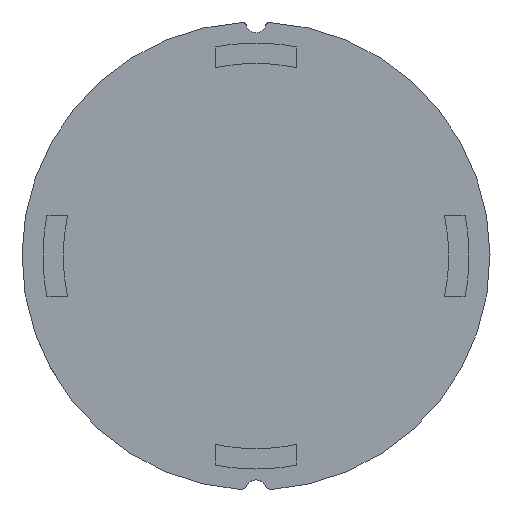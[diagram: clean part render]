
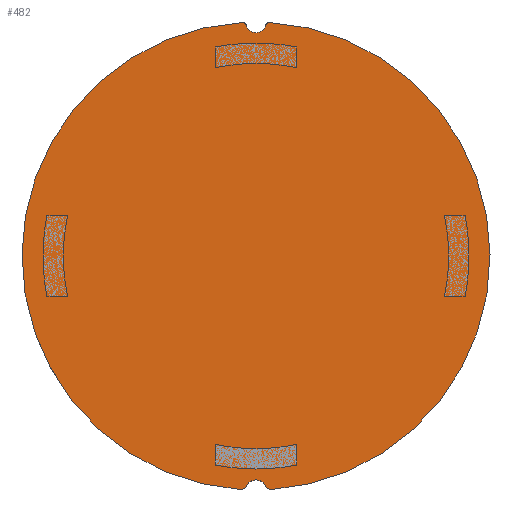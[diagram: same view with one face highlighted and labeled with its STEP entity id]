
A CAD part, front view. The second image highlights one B-rep face of the part: STEP entity #482.
In plain terms, the highlighted planar face has unit normal (0, -1, 0).
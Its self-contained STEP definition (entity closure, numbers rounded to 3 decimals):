
#41 = VERTEX_POINT ( 'NONE', #146 ) ;
#59 = CARTESIAN_POINT ( 'NONE',  ( -1.936, 0., 33.943 ) ) ;
#66 = EDGE_CURVE ( 'NONE', #554, #1491, #343, .T. ) ;
#67 = AXIS2_PLACEMENT_3D ( 'NONE', #1025, #1150, #1742 ) ;
#96 = AXIS2_PLACEMENT_3D ( 'NONE', #1738, #1753, #564 ) ;
#116 = ORIENTED_EDGE ( 'NONE', *, *, #1498, .T. ) ;
#118 = ORIENTED_EDGE ( 'NONE', *, *, #1052, .F. ) ;
#146 = CARTESIAN_POINT ( 'NONE',  ( 0., 0., 32.946 ) ) ;
#175 = DIRECTION ( 'NONE',  ( 0., 0., 1. ) ) ;
#210 = CARTESIAN_POINT ( 'NONE',  ( -2.257, 0., -33.426 ) ) ;
#224 = CIRCLE ( 'NONE', #386, 1.5 ) ;
#317 = CIRCLE ( 'NONE', #1691, 1.5 ) ;
#319 = CIRCLE ( 'NONE', #1277, 1. ) ;
#343 = CIRCLE ( 'NONE', #1620, 1. ) ;
#345 = VERTEX_POINT ( 'NONE', #414 ) ;
#349 = ORIENTED_EDGE ( 'NONE', *, *, #1669, .T. ) ;
#357 = VERTEX_POINT ( 'NONE', #1076 ) ;
#372 = CARTESIAN_POINT ( 'NONE',  ( 1.452, 0., 34.069 ) ) ;
#382 = AXIS2_PLACEMENT_3D ( 'NONE', #1385, #1693, #175 ) ;
#386 = AXIS2_PLACEMENT_3D ( 'NONE', #1100, #643, #1255 ) ;
#406 = DIRECTION ( 'NONE',  ( 0., -1., 0. ) ) ;
#407 = EDGE_LOOP ( 'NONE', ( #1007, #1584, #641, #946, #349, #785, #116, #806, #118, #1813, #490 ) ) ;
#414 = CARTESIAN_POINT ( 'NONE',  ( -2.324, 0., -34.424 ) ) ;
#446 = VERTEX_POINT ( 'NONE', #1347 ) ;
#466 = DIRECTION ( 'NONE',  ( 0., 0., 1. ) ) ;
#470 = PLANE ( 'NONE',  #1782 ) ;
#482 = ADVANCED_FACE ( 'NONE', ( #1966 ), #470, .F. ) ;
#490 = ORIENTED_EDGE ( 'NONE', *, *, #1660, .T. ) ;
#553 = EDGE_CURVE ( 'NONE', #880, #1438, #1657, .T. ) ;
#554 = VERTEX_POINT ( 'NONE', #1539 ) ;
#558 = CARTESIAN_POINT ( 'NONE',  ( 1.964, 0., 34.442 ) ) ;
#564 = DIRECTION ( 'NONE',  ( 0., 0., 1. ) ) ;
#597 = DIRECTION ( 'NONE',  ( 0., 1., 0. ) ) ;
#612 = CARTESIAN_POINT ( 'NONE',  ( -2.257, 0., -33.426 ) ) ;
#629 = DIRECTION ( 'NONE',  ( 0., 1., 0. ) ) ;
#641 = ORIENTED_EDGE ( 'NONE', *, *, #1387, .F. ) ;
#643 = DIRECTION ( 'NONE',  ( 0., 1., 0. ) ) ;
#650 = CARTESIAN_POINT ( 'NONE',  ( 0., 0., 34.446 ) ) ;
#671 = VERTEX_POINT ( 'NONE', #558 ) ;
#684 = DIRECTION ( 'NONE',  ( 0., 0., 1. ) ) ;
#705 = CARTESIAN_POINT ( 'NONE',  ( 1.354, 0., -33.856 ) ) ;
#785 = ORIENTED_EDGE ( 'NONE', *, *, #1847, .T. ) ;
#806 = ORIENTED_EDGE ( 'NONE', *, *, #1195, .F. ) ;
#832 = AXIS2_PLACEMENT_3D ( 'NONE', #210, #629, #466 ) ;
#869 = AXIS2_PLACEMENT_3D ( 'NONE', #1178, #406, #1015 ) ;
#873 = DIRECTION ( 'NONE',  ( 0., 1., 0. ) ) ;
#880 = VERTEX_POINT ( 'NONE', #1067 ) ;
#946 = ORIENTED_EDGE ( 'NONE', *, *, #66, .F. ) ;
#956 = EDGE_CURVE ( 'NONE', #345, #1438, #1502, .T. ) ;
#1007 = ORIENTED_EDGE ( 'NONE', *, *, #553, .T. ) ;
#1015 = DIRECTION ( 'NONE',  ( 0., 0., 1. ) ) ;
#1025 = CARTESIAN_POINT ( 'NONE',  ( 0., 0., 34.446 ) ) ;
#1046 = DIRECTION ( 'NONE',  ( 0., 0., 1. ) ) ;
#1052 = EDGE_CURVE ( 'NONE', #1675, #671, #1559, .T. ) ;
#1063 = DIRECTION ( 'NONE',  ( 0., 1., 0. ) ) ;
#1067 = CARTESIAN_POINT ( 'NONE',  ( -1.452, 0., 34.069 ) ) ;
#1076 = CARTESIAN_POINT ( 'NONE',  ( 2.257, 0., -34.426 ) ) ;
#1093 = AXIS2_PLACEMENT_3D ( 'NONE', #1928, #873, #1302 ) ;
#1100 = CARTESIAN_POINT ( 'NONE',  ( 0., 0., -34.502 ) ) ;
#1133 = DIRECTION ( 'NONE',  ( 0., 1., 0. ) ) ;
#1150 = DIRECTION ( 'NONE',  ( 0., 1., 0. ) ) ;
#1160 = DIRECTION ( 'NONE',  ( 0., -1., 0. ) ) ;
#1168 = CARTESIAN_POINT ( 'NONE',  ( 2.257, 0., -33.426 ) ) ;
#1178 = CARTESIAN_POINT ( 'NONE',  ( 2.257, 0., -33.426 ) ) ;
#1195 = EDGE_CURVE ( 'NONE', #671, #446, #1631, .T. ) ;
#1215 = CARTESIAN_POINT ( 'NONE',  ( 0., 0., 0. ) ) ;
#1255 = DIRECTION ( 'NONE',  ( 0., 0., 1. ) ) ;
#1277 = AXIS2_PLACEMENT_3D ( 'NONE', #1168, #1160, #1619 ) ;
#1302 = DIRECTION ( 'NONE',  ( 0., 0., 1. ) ) ;
#1347 = CARTESIAN_POINT ( 'NONE',  ( 2.324, 0., -34.424 ) ) ;
#1385 = CARTESIAN_POINT ( 'NONE',  ( 0., 0., -0.002 ) ) ;
#1387 = EDGE_CURVE ( 'NONE', #1491, #345, #1886, .T. ) ;
#1438 = VERTEX_POINT ( 'NONE', #1480 ) ;
#1440 = CIRCLE ( 'NONE', #67, 1.5 ) ;
#1480 = CARTESIAN_POINT ( 'NONE',  ( -1.964, 0., 34.442 ) ) ;
#1491 = VERTEX_POINT ( 'NONE', #1770 ) ;
#1498 = EDGE_CURVE ( 'NONE', #357, #446, #1851, .T. ) ;
#1502 = CIRCLE ( 'NONE', #382, 34.5 ) ;
#1539 = CARTESIAN_POINT ( 'NONE',  ( -1.354, 0., -33.856 ) ) ;
#1559 = CIRCLE ( 'NONE', #96, 0.5 ) ;
#1584 = ORIENTED_EDGE ( 'NONE', *, *, #956, .F. ) ;
#1619 = DIRECTION ( 'NONE',  ( 0., 0., 1. ) ) ;
#1620 = AXIS2_PLACEMENT_3D ( 'NONE', #612, #1063, #1824 ) ;
#1631 = CIRCLE ( 'NONE', #1093, 34.5 ) ;
#1657 = CIRCLE ( 'NONE', #1914, 0.5 ) ;
#1660 = EDGE_CURVE ( 'NONE', #41, #880, #317, .T. ) ;
#1669 = EDGE_CURVE ( 'NONE', #554, #1834, #224, .T. ) ;
#1675 = VERTEX_POINT ( 'NONE', #372 ) ;
#1691 = AXIS2_PLACEMENT_3D ( 'NONE', #650, #1133, #684 ) ;
#1693 = DIRECTION ( 'NONE',  ( 0., 1., 0. ) ) ;
#1703 = DIRECTION ( 'NONE',  ( 0., -1., 0. ) ) ;
#1738 = CARTESIAN_POINT ( 'NONE',  ( 1.936, 0., 33.943 ) ) ;
#1742 = DIRECTION ( 'NONE',  ( 0., 0., 1. ) ) ;
#1753 = DIRECTION ( 'NONE',  ( 0., 1., 0. ) ) ;
#1770 = CARTESIAN_POINT ( 'NONE',  ( -2.257, 0., -34.426 ) ) ;
#1782 = AXIS2_PLACEMENT_3D ( 'NONE', #1215, #597, #1046 ) ;
#1813 = ORIENTED_EDGE ( 'NONE', *, *, #1871, .T. ) ;
#1824 = DIRECTION ( 'NONE',  ( 0., 0., 1. ) ) ;
#1834 = VERTEX_POINT ( 'NONE', #705 ) ;
#1847 = EDGE_CURVE ( 'NONE', #1834, #357, #319, .T. ) ;
#1851 = CIRCLE ( 'NONE', #869, 1. ) ;
#1871 = EDGE_CURVE ( 'NONE', #1675, #41, #1440, .T. ) ;
#1878 = DIRECTION ( 'NONE',  ( 0., 0., 1. ) ) ;
#1886 = CIRCLE ( 'NONE', #832, 1. ) ;
#1914 = AXIS2_PLACEMENT_3D ( 'NONE', #59, #1703, #1878 ) ;
#1928 = CARTESIAN_POINT ( 'NONE',  ( 0., 0., -0.002 ) ) ;
#1966 = FACE_OUTER_BOUND ( 'NONE', #407, .T. ) ;
